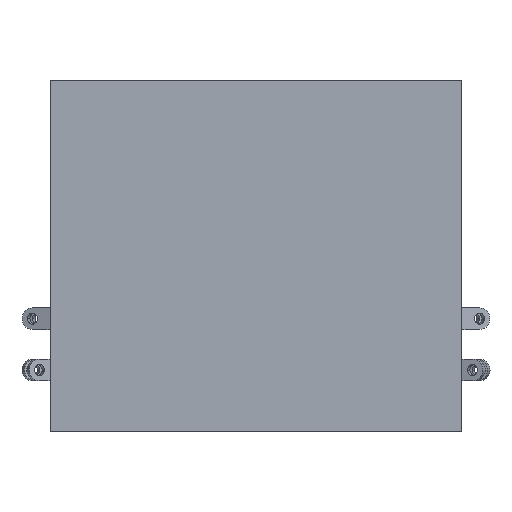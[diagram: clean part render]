
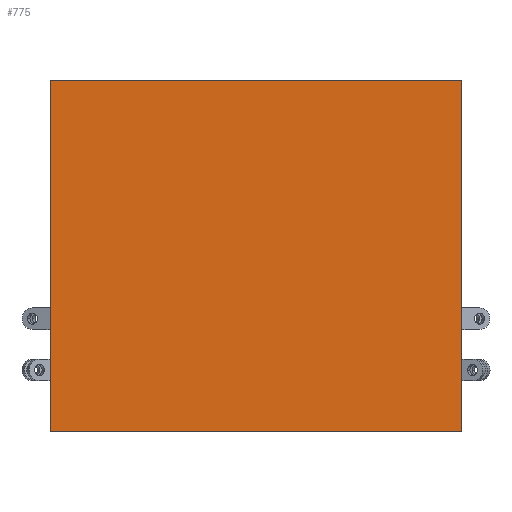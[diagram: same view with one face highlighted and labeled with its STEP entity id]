
A CAD part, left-side view. The second image highlights one B-rep face of the part: STEP entity #775.
In plain terms, the highlighted planar face has unit normal (-1, 0, 0).
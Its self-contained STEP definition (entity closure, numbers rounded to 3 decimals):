
#714=CARTESIAN_POINT('Vertex',(0.,-284.4,-242.5)) ;
#719=CARTESIAN_POINT('Line Origine',(0.,0.,-242.5)) ;
#723=CARTESIAN_POINT('Vertex',(0.,284.4,-242.5)) ;
#745=CARTESIAN_POINT('Axis2P3D Location',(0.,0.,0.)) ;
#750=CARTESIAN_POINT('Line Origine',(0.,-284.4,0.)) ;
#754=CARTESIAN_POINT('Vertex',(0.,-284.4,242.5)) ;
#757=CARTESIAN_POINT('Line Origine',(0.,0.,242.5)) ;
#761=CARTESIAN_POINT('Vertex',(0.,284.4,242.5)) ;
#764=CARTESIAN_POINT('Line Origine',(0.,284.4,0.)) ;
#720=DIRECTION('Vector Direction',(0.,1.,0.)) ;
#746=DIRECTION('Axis2P3D Direction',(1.,0.,0.)) ;
#747=DIRECTION('Axis2P3D XDirection',(0.,1.,0.)) ;
#751=DIRECTION('Vector Direction',(0.,0.,1.)) ;
#758=DIRECTION('Vector Direction',(0.,1.,0.)) ;
#765=DIRECTION('Vector Direction',(0.,0.,1.)) ;
#748=AXIS2_PLACEMENT_3D('Plane Axis2P3D',#745,#746,#747) ;
#770=ORIENTED_EDGE('',*,*,#756,.F.) ;
#771=ORIENTED_EDGE('',*,*,#763,.F.) ;
#772=ORIENTED_EDGE('',*,*,#768,.T.) ;
#773=ORIENTED_EDGE('',*,*,#725,.F.) ;
#721=VECTOR('Line Direction',#720,1.) ;
#752=VECTOR('Line Direction',#751,1.) ;
#759=VECTOR('Line Direction',#758,1.) ;
#766=VECTOR('Line Direction',#765,1.) ;
#775=ADVANCED_FACE('PartBody',(#774),#749,.F.) ;
#725=EDGE_CURVE('',#715,#724,#722,.T.) ;
#756=EDGE_CURVE('',#755,#715,#753,.F.) ;
#763=EDGE_CURVE('',#762,#755,#760,.F.) ;
#768=EDGE_CURVE('',#762,#724,#767,.F.) ;
#769=EDGE_LOOP('',(#770,#771,#772,#773)) ;
#774=FACE_OUTER_BOUND('',#769,.T.) ;
#722=LINE('Line',#719,#721) ;
#753=LINE('Line',#750,#752) ;
#760=LINE('Line',#757,#759) ;
#767=LINE('Line',#764,#766) ;
#749=PLANE('',#748) ;
#715=VERTEX_POINT('',#714) ;
#724=VERTEX_POINT('',#723) ;
#755=VERTEX_POINT('',#754) ;
#762=VERTEX_POINT('',#761) ;
